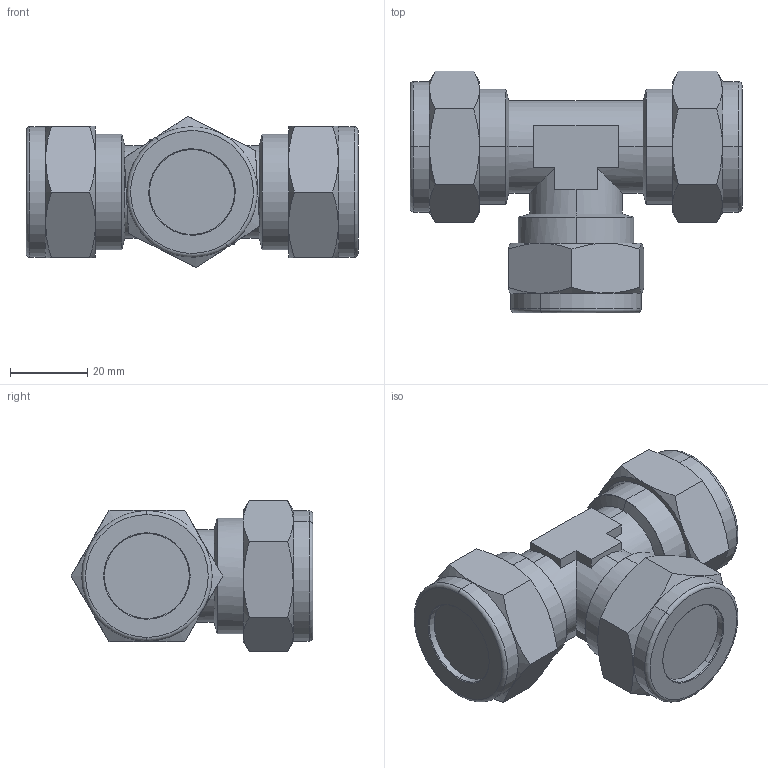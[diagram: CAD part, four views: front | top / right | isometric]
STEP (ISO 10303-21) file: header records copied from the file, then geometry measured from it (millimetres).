
FILE_DESCRIPTION (( 'STEP AP214' ), '1' );
FILE_NAME ('1020000010.step', '2013-02-25T17:11:29', ( '' ), ( '' ), 'SwSTEP 2.0', 'SolidWorks 2012', '' );
FILE_SCHEMA (( 'AUTOMOTIVE_DESIGN' ));
Length unit declared in the file: millimetre
Products named in the file (1): 1020000010
Bounding box: 86 x 62.63 x 39.2 mm (x, y, z)
Volume: 85615.8 mm3; surface area: 16224.8 mm2
Topology: 1 solids, 3 shells, 130 faces, 291 edges, 173 vertices
Faces by surface type: cone 45, plane 45, cylinder 28, torus 12
Entity records: 3994 total; most frequent: CARTESIAN_POINT 1133, DIRECTION 598, ORIENTED_EDGE 582, EDGE_CURVE 291, AXIS2_PLACEMENT_3D 244, VERTEX_POINT 173, EDGE_LOOP 136, FACE_OUTER_BOUND 130
